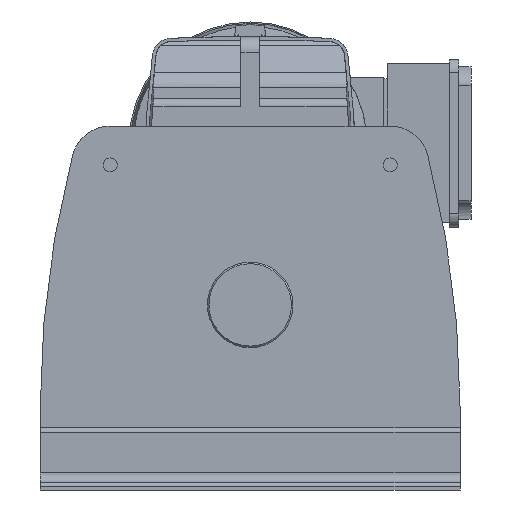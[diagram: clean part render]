
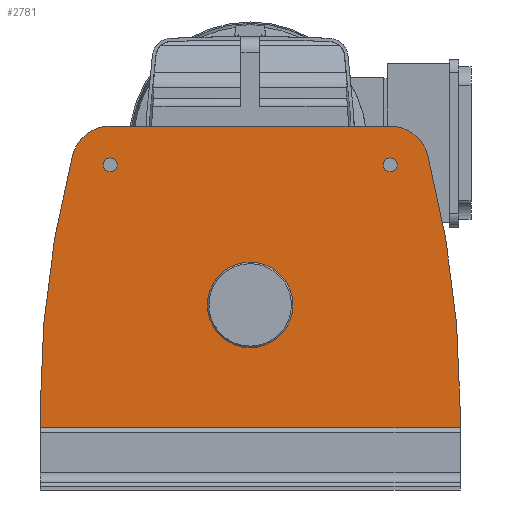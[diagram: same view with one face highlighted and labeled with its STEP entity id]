
A CAD part, front view. The second image highlights one B-rep face of the part: STEP entity #2781.
In plain terms, the highlighted planar face has unit normal (0, -1, 0).
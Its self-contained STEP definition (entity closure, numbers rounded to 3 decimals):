
#2781=ADVANCED_FACE('NONE',(#5745,#5746,#5747,#5748,#5749,#5750),#5751,.T.);
#5745=FACE_OUTER_BOUND('',#9515,.T.);
#5746=FACE_BOUND('',#9516,.T.);
#5747=FACE_BOUND('',#9517,.T.);
#5748=FACE_BOUND('',#9518,.T.);
#5749=FACE_BOUND('',#9519,.T.);
#5750=FACE_BOUND('',#9520,.T.);
#5751=PLANE('',#9521);
#9515=EDGE_LOOP('',(#17592,#17593,#17594,#17595,#17596,#17597,#17598,#17599,#17600,#17601));
#9516=EDGE_LOOP('',(#17602,#17603));
#9517=EDGE_LOOP('',(#17604,#17605));
#9518=EDGE_LOOP('',(#17606,#17607));
#9519=EDGE_LOOP('',(#17608,#17609));
#9520=EDGE_LOOP('',(#17610,#17611));
#9521=AXIS2_PLACEMENT_3D('',#17612,#17613,#17614);
#17592=ORIENTED_EDGE('',*,*,#21701,.T.);
#17593=ORIENTED_EDGE('',*,*,#21702,.T.);
#17594=ORIENTED_EDGE('',*,*,#21703,.T.);
#17595=ORIENTED_EDGE('',*,*,#21704,.T.);
#17596=ORIENTED_EDGE('',*,*,#21705,.T.);
#17597=ORIENTED_EDGE('',*,*,#21706,.T.);
#17598=ORIENTED_EDGE('',*,*,#21707,.T.);
#17599=ORIENTED_EDGE('',*,*,#21708,.T.);
#17600=ORIENTED_EDGE('',*,*,#21709,.T.);
#17601=ORIENTED_EDGE('',*,*,#21710,.T.);
#17602=ORIENTED_EDGE('',*,*,#21678,.T.);
#17603=ORIENTED_EDGE('',*,*,#21711,.T.);
#17604=ORIENTED_EDGE('',*,*,#21683,.T.);
#17605=ORIENTED_EDGE('',*,*,#21712,.T.);
#17606=ORIENTED_EDGE('',*,*,#21688,.T.);
#17607=ORIENTED_EDGE('',*,*,#21713,.T.);
#17608=ORIENTED_EDGE('',*,*,#21693,.T.);
#17609=ORIENTED_EDGE('',*,*,#21714,.T.);
#17610=ORIENTED_EDGE('',*,*,#21698,.T.);
#17611=ORIENTED_EDGE('',*,*,#21715,.T.);
#17612=CARTESIAN_POINT('',(0.0,-460.0,-1.));
#17613=DIRECTION('',(0.0,-1.0,0.));
#17614=DIRECTION('',(1.0,0.0,0.0));
#21678=EDGE_CURVE('NONE',#26514,#26512,#26515,.T.);
#21683=EDGE_CURVE('NONE',#26523,#26521,#26524,.T.);
#21688=EDGE_CURVE('NONE',#26532,#26530,#26533,.T.);
#21693=EDGE_CURVE('NONE',#26541,#26539,#26542,.T.);
#21698=EDGE_CURVE('NONE',#26550,#26548,#26551,.T.);
#21701=EDGE_CURVE('NONE',#26554,#26555,#26556,.T.);
#21702=EDGE_CURVE('NONE',#26555,#26557,#26558,.T.);
#21703=EDGE_CURVE('NONE',#26557,#26559,#26560,.T.);
#21704=EDGE_CURVE('NONE',#26559,#26561,#26562,.T.);
#21705=EDGE_CURVE('NONE',#26561,#26563,#26564,.T.);
#21706=EDGE_CURVE('NONE',#26563,#26565,#26566,.T.);
#21707=EDGE_CURVE('NONE',#26565,#26567,#26568,.T.);
#21708=EDGE_CURVE('NONE',#26567,#26569,#26570,.T.);
#21709=EDGE_CURVE('NONE',#26569,#26571,#26572,.T.);
#21710=EDGE_CURVE('NONE',#26571,#26554,#26573,.T.);
#21711=EDGE_CURVE('NONE',#26512,#26514,#26574,.T.);
#21712=EDGE_CURVE('NONE',#26521,#26523,#26575,.T.);
#21713=EDGE_CURVE('NONE',#26530,#26532,#26576,.T.);
#21714=EDGE_CURVE('NONE',#26539,#26541,#26577,.T.);
#21715=EDGE_CURVE('NONE',#26548,#26550,#26578,.T.);
#26512=VERTEX_POINT('NONE',#34187);
#26514=VERTEX_POINT('NONE',#34190);
#26515=CIRCLE('',#34191,27.5);
#26521=VERTEX_POINT('NONE',#34198);
#26523=VERTEX_POINT('NONE',#34201);
#26524=CIRCLE('',#34202,4.5);
#26530=VERTEX_POINT('NONE',#34209);
#26532=VERTEX_POINT('NONE',#34212);
#26533=CIRCLE('',#34213,4.5);
#26539=VERTEX_POINT('NONE',#34220);
#26541=VERTEX_POINT('NONE',#34223);
#26542=CIRCLE('',#34224,4.5);
#26548=VERTEX_POINT('NONE',#34231);
#26550=VERTEX_POINT('NONE',#34234);
#26551=CIRCLE('',#34235,4.5);
#26554=VERTEX_POINT('NONE',#34239);
#26555=VERTEX_POINT('NONE',#34240);
#26556=CIRCLE('',#34241,10.);
#26557=VERTEX_POINT('NONE',#34242);
#26558=LINE('',#34243,#34244);
#26559=VERTEX_POINT('NONE',#34245);
#26560=CIRCLE('',#34246,10.0);
#26561=VERTEX_POINT('NONE',#34247);
#26562=LINE('',#34248,#34249);
#26563=VERTEX_POINT('NONE',#34250);
#26564=CIRCLE('',#34251,651.225);
#26565=VERTEX_POINT('NONE',#34252);
#26566=CIRCLE('',#34253,25.0);
#26567=VERTEX_POINT('NONE',#34254);
#26568=LINE('',#34255,#34256);
#26569=VERTEX_POINT('NONE',#34257);
#26570=CIRCLE('',#34258,25.0);
#26571=VERTEX_POINT('NONE',#34259);
#26572=CIRCLE('',#34260,651.225);
#26573=LINE('',#34261,#34262);
#26574=CIRCLE('',#34263,27.5);
#26575=CIRCLE('',#34264,4.5);
#26576=CIRCLE('',#34265,4.5);
#26577=CIRCLE('',#34266,4.5);
#26578=CIRCLE('',#34267,4.5);
#34187=CARTESIAN_POINT('',(-27.5,-460.0,0.));
#34190=CARTESIAN_POINT('',(27.5,-460.0,0.));
#34191=AXIS2_PLACEMENT_3D('',#38899,#38900,#38901);
#34198=CARTESIAN_POINT('',(-94.5,-460.0,90.0));
#34201=CARTESIAN_POINT('',(-85.5,-460.0,90.0));
#34202=AXIS2_PLACEMENT_3D('',#38907,#38908,#38909);
#34209=CARTESIAN_POINT('',(85.5,-460.0,90.0));
#34212=CARTESIAN_POINT('',(94.5,-460.0,90.0));
#34213=AXIS2_PLACEMENT_3D('',#38915,#38916,#38917);
#34220=CARTESIAN_POINT('',(85.5,-460.0,-90.0));
#34223=CARTESIAN_POINT('',(94.5,-460.0,-90.0));
#34224=AXIS2_PLACEMENT_3D('',#38923,#38924,#38925);
#34231=CARTESIAN_POINT('',(-94.5,-460.0,-90.0));
#34234=CARTESIAN_POINT('',(-85.5,-460.0,-90.0));
#34235=AXIS2_PLACEMENT_3D('',#38931,#38932,#38933);
#34239=CARTESIAN_POINT('',(-135.0,-460.0,-107.0));
#34240=CARTESIAN_POINT('',(-125.0,-460.0,-117.0));
#34241=AXIS2_PLACEMENT_3D('',#38935,#38936,#38937);
#34242=CARTESIAN_POINT('',(125.0,-460.0,-117.0));
#34243=CARTESIAN_POINT('',(0.0,-460.0,-117.0));
#34244=VECTOR('',#38938,1000.0);
#34245=CARTESIAN_POINT('',(135.0,-460.0,-107.0));
#34246=AXIS2_PLACEMENT_3D('',#38939,#38940,#38941);
#34247=CARTESIAN_POINT('',(135.0,-460.0,-67.0));
#34248=CARTESIAN_POINT('',(135.0,-460.0,-1.));
#34249=VECTOR('',#38942,1000.0);
#34250=CARTESIAN_POINT('',(114.202,-460.0,96.268));
#34251=AXIS2_PLACEMENT_3D('',#38943,#38944,#38945);
#34252=CARTESIAN_POINT('',(90.0,-460.0,115.0));
#34253=AXIS2_PLACEMENT_3D('',#38946,#38947,#38948);
#34254=CARTESIAN_POINT('',(-90.0,-460.0,115.0));
#34255=CARTESIAN_POINT('',(0.0,-460.0,115.0));
#34256=VECTOR('',#38949,1000.0);
#34257=CARTESIAN_POINT('',(-114.202,-460.0,96.268));
#34258=AXIS2_PLACEMENT_3D('',#38950,#38951,#38952);
#34259=CARTESIAN_POINT('',(-135.0,-460.0,-67.));
#34260=AXIS2_PLACEMENT_3D('',#38953,#38954,#38955);
#34261=CARTESIAN_POINT('',(-135.0,-460.0,-1.));
#34262=VECTOR('',#38956,1000.0);
#34263=AXIS2_PLACEMENT_3D('',#38957,#38958,#38959);
#34264=AXIS2_PLACEMENT_3D('',#38960,#38961,#38962);
#34265=AXIS2_PLACEMENT_3D('',#38963,#38964,#38965);
#34266=AXIS2_PLACEMENT_3D('',#38966,#38967,#38968);
#34267=AXIS2_PLACEMENT_3D('',#38969,#38970,#38971);
#38899=CARTESIAN_POINT('',(0.0,-460.0,0.));
#38900=DIRECTION('',(0.0,1.0,0.));
#38901=DIRECTION('',(1.0,0.0,0.0));
#38907=CARTESIAN_POINT('',(-90.0,-460.0,90.0));
#38908=DIRECTION('',(0.0,1.0,0.));
#38909=DIRECTION('',(1.0,0.0,0.0));
#38915=CARTESIAN_POINT('',(90.0,-460.0,90.0));
#38916=DIRECTION('',(0.0,1.0,0.));
#38917=DIRECTION('',(1.0,0.0,0.0));
#38923=CARTESIAN_POINT('',(90.0,-460.0,-90.0));
#38924=DIRECTION('',(0.0,1.0,0.));
#38925=DIRECTION('',(1.0,0.0,0.0));
#38931=CARTESIAN_POINT('',(-90.0,-460.0,-90.0));
#38932=DIRECTION('',(0.0,1.0,0.));
#38933=DIRECTION('',(1.0,0.0,0.0));
#38935=CARTESIAN_POINT('',(-125.0,-460.0,-107.0));
#38936=DIRECTION('',(0.0,-1.0,0.));
#38937=DIRECTION('',(1.0,0.0,0.0));
#38938=DIRECTION('',(1.0,0.0,0.0));
#38939=CARTESIAN_POINT('',(125.0,-460.0,-107.0));
#38940=DIRECTION('',(0.0,-1.0,0.));
#38941=DIRECTION('',(1.0,0.0,0.0));
#38942=DIRECTION('',(0.0,0.,1.0));
#38943=CARTESIAN_POINT('',(-516.225,-460.0,-67.0));
#38944=DIRECTION('',(0.0,-1.0,0.));
#38945=DIRECTION('',(1.0,0.0,0.0));
#38946=CARTESIAN_POINT('',(90.0,-460.0,90.0));
#38947=DIRECTION('',(0.0,-1.0,0.));
#38948=DIRECTION('',(1.0,0.0,0.0));
#38949=DIRECTION('',(-1.0,0.0,0.0));
#38950=CARTESIAN_POINT('',(-90.0,-460.0,90.0));
#38951=DIRECTION('',(0.,-1.0,0.));
#38952=DIRECTION('',(0.0,0.,1.0));
#38953=CARTESIAN_POINT('',(516.225,-460.0,-67.));
#38954=DIRECTION('',(0.,-1.0,0.));
#38955=DIRECTION('',(0.,0.,1.0));
#38956=DIRECTION('',(0.0,0.,-1.0));
#38957=CARTESIAN_POINT('',(0.0,-460.0,0.));
#38958=DIRECTION('',(0.0,1.0,0.));
#38959=DIRECTION('',(1.0,0.0,0.0));
#38960=CARTESIAN_POINT('',(-90.0,-460.0,90.0));
#38961=DIRECTION('',(0.0,1.0,0.));
#38962=DIRECTION('',(1.0,0.0,0.0));
#38963=CARTESIAN_POINT('',(90.0,-460.0,90.0));
#38964=DIRECTION('',(0.0,1.0,0.));
#38965=DIRECTION('',(1.0,0.0,0.0));
#38966=CARTESIAN_POINT('',(90.0,-460.0,-90.0));
#38967=DIRECTION('',(0.0,1.0,0.));
#38968=DIRECTION('',(1.0,0.0,0.0));
#38969=CARTESIAN_POINT('',(-90.0,-460.0,-90.0));
#38970=DIRECTION('',(0.0,1.0,0.));
#38971=DIRECTION('',(1.0,0.0,0.0));
